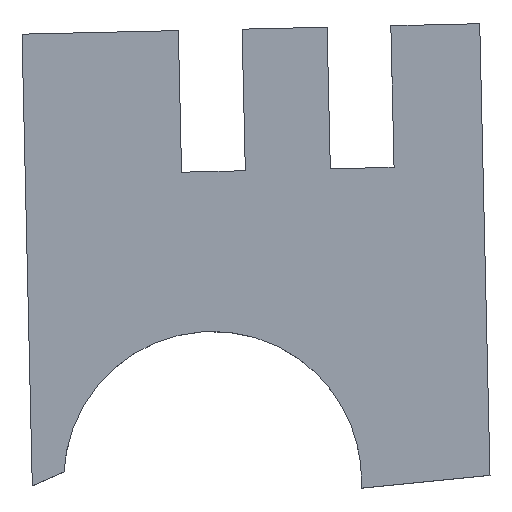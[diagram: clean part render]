
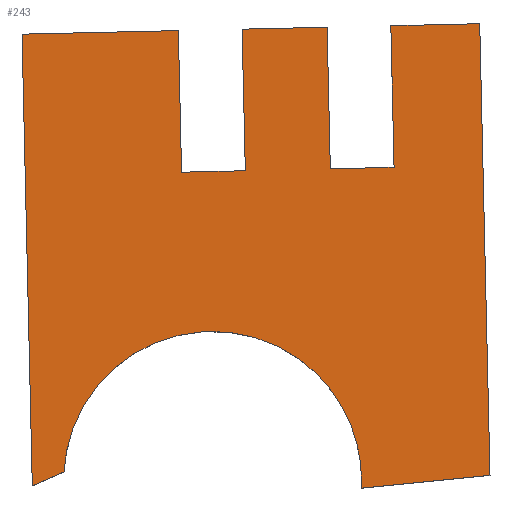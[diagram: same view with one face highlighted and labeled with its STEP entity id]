
A CAD part, top view. The second image highlights one B-rep face of the part: STEP entity #243.
In plain terms, the highlighted planar face has unit normal (0, 0, 1).
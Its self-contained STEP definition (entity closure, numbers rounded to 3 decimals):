
#7 = EDGE_LOOP ( 'NONE', ( #347, #289, #49, #320, #119, #500, #46, #40, #115, #325, #59, #123, #211, #458 ) ) ;
#11 = VECTOR ( 'NONE', #440, 1000. ) ;
#13 = EDGE_CURVE ( 'NONE', #217, #381, #15, .T. ) ;
#15 = LINE ( 'NONE', #509, #30 ) ;
#17 = LINE ( 'NONE', #326, #502 ) ;
#21 = VECTOR ( 'NONE', #180, 1000. ) ;
#22 = LINE ( 'NONE', #71, #416 ) ;
#26 = EDGE_CURVE ( 'NONE', #381, #229, #524, .T. ) ;
#30 = VECTOR ( 'NONE', #146, 1000. ) ;
#37 = DIRECTION ( 'NONE',  ( 0.023, -1., 0. ) ) ;
#40 = ORIENTED_EDGE ( 'NONE', *, *, #54, .T. ) ;
#46 = ORIENTED_EDGE ( 'NONE', *, *, #203, .T. ) ;
#47 = VECTOR ( 'NONE', #92, 1000. ) ;
#49 = ORIENTED_EDGE ( 'NONE', *, *, #395, .T. ) ;
#54 = EDGE_CURVE ( 'NONE', #183, #217, #196, .T. ) ;
#57 = VECTOR ( 'NONE', #137, 1000. ) ;
#59 = ORIENTED_EDGE ( 'NONE', *, *, #109, .T. ) ;
#64 = VERTEX_POINT ( 'NONE', #277 ) ;
#66 = CARTESIAN_POINT ( 'NONE',  ( -289.491, 471.467, 6. ) ) ;
#68 = CARTESIAN_POINT ( 'NONE',  ( -289.491, 471.467, 6. ) ) ;
#71 = CARTESIAN_POINT ( 'NONE',  ( -274.478, 458.479, 6. ) ) ;
#72 = CARTESIAN_POINT ( 'NONE',  ( -260.481, 458.798, 6. ) ) ;
#73 = EDGE_CURVE ( 'NONE', #64, #81, #432, .T. ) ;
#77 = CARTESIAN_POINT ( 'NONE',  ( -268.783, 471.939, 6. ) ) ;
#81 = VERTEX_POINT ( 'NONE', #66 ) ;
#83 = DIRECTION ( 'NONE',  ( 0., 0., -1. ) ) ;
#86 = VECTOR ( 'NONE', #287, 1000. ) ;
#92 = DIRECTION ( 'NONE',  ( 0.995, 0.099, 0. ) ) ;
#105 = VECTOR ( 'NONE', #154, 1000. ) ;
#109 = EDGE_CURVE ( 'NONE', #229, #64, #22, .T. ) ;
#111 = CARTESIAN_POINT ( 'NONE',  ( -285.547, 430.267, 6. ) ) ;
#115 = ORIENTED_EDGE ( 'NONE', *, *, #13, .T. ) ;
#119 = ORIENTED_EDGE ( 'NONE', *, *, #442, .T. ) ;
#123 = ORIENTED_EDGE ( 'NONE', *, *, #73, .T. ) ;
#125 = CARTESIAN_POINT ( 'NONE',  ( -288.522, 428.973, 6. ) ) ;
#127 = EDGE_CURVE ( 'NONE', #533, #213, #240, .T. ) ;
#137 = DIRECTION ( 'NONE',  ( -1., -0.023, 0. ) ) ;
#141 = LINE ( 'NONE', #143, #47 ) ;
#143 = CARTESIAN_POINT ( 'NONE',  ( -257.577, 428.749, 6. ) ) ;
#144 = VERTEX_POINT ( 'NONE', #72 ) ;
#146 = DIRECTION ( 'NONE',  ( 0.023, -1., 0. ) ) ;
#154 = DIRECTION ( 'NONE',  ( -1., -0.023, 0. ) ) ;
#156 = CARTESIAN_POINT ( 'NONE',  ( -284.028, 458.226, 6. ) ) ;
#163 = CARTESIAN_POINT ( 'NONE',  ( -274.478, 458.479, 6. ) ) ;
#168 = CARTESIAN_POINT ( 'NONE',  ( -270.802, 443.487, 6. ) ) ;
#180 = DIRECTION ( 'NONE',  ( -0.023, 1., 0. ) ) ;
#183 = VERTEX_POINT ( 'NONE', #239 ) ;
#196 = LINE ( 'NONE', #515, #105 ) ;
#198 = DIRECTION ( 'NONE',  ( -1., -0.023, 0. ) ) ;
#199 = LINE ( 'NONE', #362, #413 ) ;
#203 = EDGE_CURVE ( 'NONE', #144, #183, #327, .T. ) ;
#204 = LINE ( 'NONE', #125, #86 ) ;
#206 = CARTESIAN_POINT ( 'NONE',  ( -254.483, 458.935, 6. ) ) ;
#208 = EDGE_CURVE ( 'NONE', #535, #533, #204, .T. ) ;
#209 = CARTESIAN_POINT ( 'NONE',  ( -260.481, 458.798, 6. ) ) ;
#211 = ORIENTED_EDGE ( 'NONE', *, *, #411, .T. ) ;
#213 = VERTEX_POINT ( 'NONE', #367 ) ;
#215 = VECTOR ( 'NONE', #318, 1000. ) ;
#217 = VERTEX_POINT ( 'NONE', #77 ) ;
#225 = CARTESIAN_POINT ( 'NONE',  ( -246.425, 472.449, 6. ) ) ;
#229 = VERTEX_POINT ( 'NONE', #163 ) ;
#235 = CARTESIAN_POINT ( 'NONE',  ( -254.787, 472.259, 6. ) ) ;
#237 = DIRECTION ( 'NONE',  ( -0.023, 1., 0. ) ) ;
#239 = CARTESIAN_POINT ( 'NONE',  ( -260.785, 472.122, 6. ) ) ;
#240 =( BOUNDED_CURVE ( )  B_SPLINE_CURVE ( 3, ( #111, #156, #434, #396 ),
 .UNSPECIFIED., .F., .F. ) 
 B_SPLINE_CURVE_WITH_KNOTS ( ( 4, 4 ),
 ( 0., 1. ),
 .UNSPECIFIED. ) 
 CURVE ( )  GEOMETRIC_REPRESENTATION_ITEM ( )  RATIONAL_B_SPLINE_CURVE ( ( 1., 0.333, 0.333, 1. ) ) 
 REPRESENTATION_ITEM ( '' )  );
#243 = ADVANCED_FACE ( 'NONE', ( #253 ), #372, .F. ) ;
#246 = VERTEX_POINT ( 'NONE', #206 ) ;
#253 = FACE_OUTER_BOUND ( 'NONE', #7, .T. ) ;
#277 = CARTESIAN_POINT ( 'NONE',  ( -274.782, 471.803, 6. ) ) ;
#280 = EDGE_CURVE ( 'NONE', #213, #400, #141, .T. ) ;
#287 = DIRECTION ( 'NONE',  ( 0.917, 0.399, 0. ) ) ;
#289 = ORIENTED_EDGE ( 'NONE', *, *, #280, .T. ) ;
#292 = DIRECTION ( 'NONE',  ( -1., 0., 0. ) ) ;
#310 = CARTESIAN_POINT ( 'NONE',  ( -274.782, 471.803, 6. ) ) ;
#318 = DIRECTION ( 'NONE',  ( -1., -0.023, 0. ) ) ;
#320 = ORIENTED_EDGE ( 'NONE', *, *, #483, .T. ) ;
#325 = ORIENTED_EDGE ( 'NONE', *, *, #26, .T. ) ;
#326 = CARTESIAN_POINT ( 'NONE',  ( -246.425, 472.449, 6. ) ) ;
#327 = LINE ( 'NONE', #209, #11 ) ;
#337 = LINE ( 'NONE', #344, #21 ) ;
#342 = CARTESIAN_POINT ( 'NONE',  ( -245.456, 429.955, 6. ) ) ;
#344 = CARTESIAN_POINT ( 'NONE',  ( -245.456, 429.955, 6. ) ) ;
#347 = ORIENTED_EDGE ( 'NONE', *, *, #127, .T. ) ;
#351 = EDGE_CURVE ( 'NONE', #246, #144, #499, .T. ) ;
#356 = VECTOR ( 'NONE', #516, 1000. ) ;
#362 = CARTESIAN_POINT ( 'NONE',  ( -254.787, 472.259, 6. ) ) ;
#367 = CARTESIAN_POINT ( 'NONE',  ( -257.577, 428.749, 6. ) ) ;
#372 = PLANE ( 'NONE',  #521 ) ;
#378 = CARTESIAN_POINT ( 'NONE',  ( -268.479, 458.616, 6. ) ) ;
#381 = VERTEX_POINT ( 'NONE', #378 ) ;
#387 = VERTEX_POINT ( 'NONE', #225 ) ;
#395 = EDGE_CURVE ( 'NONE', #400, #387, #337, .T. ) ;
#396 = CARTESIAN_POINT ( 'NONE',  ( -257.577, 428.749, 6. ) ) ;
#400 = VERTEX_POINT ( 'NONE', #342 ) ;
#411 = EDGE_CURVE ( 'NONE', #81, #535, #441, .T. ) ;
#413 = VECTOR ( 'NONE', #37, 1000. ) ;
#416 = VECTOR ( 'NONE', #237, 1000. ) ;
#432 = LINE ( 'NONE', #310, #215 ) ;
#434 = CARTESIAN_POINT ( 'NONE',  ( -256.058, 456.708, 6. ) ) ;
#435 = CARTESIAN_POINT ( 'NONE',  ( -268.479, 458.616, 6. ) ) ;
#440 = DIRECTION ( 'NONE',  ( -0.023, 1., 0. ) ) ;
#441 = LINE ( 'NONE', #68, #356 ) ;
#442 = EDGE_CURVE ( 'NONE', #453, #246, #199, .T. ) ;
#453 = VERTEX_POINT ( 'NONE', #235 ) ;
#458 = ORIENTED_EDGE ( 'NONE', *, *, #208, .T. ) ;
#483 = EDGE_CURVE ( 'NONE', #387, #453, #17, .T. ) ;
#499 = LINE ( 'NONE', #537, #57 ) ;
#500 = ORIENTED_EDGE ( 'NONE', *, *, #351, .T. ) ;
#501 = CARTESIAN_POINT ( 'NONE',  ( -285.547, 430.267, 6. ) ) ;
#502 = VECTOR ( 'NONE', #514, 1000. ) ;
#509 = CARTESIAN_POINT ( 'NONE',  ( -268.783, 471.939, 6. ) ) ;
#513 = VECTOR ( 'NONE', #198, 1000. ) ;
#514 = DIRECTION ( 'NONE',  ( -1., -0.023, 0. ) ) ;
#515 = CARTESIAN_POINT ( 'NONE',  ( -260.785, 472.122, 6. ) ) ;
#516 = DIRECTION ( 'NONE',  ( 0.023, -1., 0. ) ) ;
#521 = AXIS2_PLACEMENT_3D ( 'NONE', #168, #83, #292 ) ;
#524 = LINE ( 'NONE', #435, #513 ) ;
#533 = VERTEX_POINT ( 'NONE', #501 ) ;
#535 = VERTEX_POINT ( 'NONE', #536 ) ;
#536 = CARTESIAN_POINT ( 'NONE',  ( -288.522, 428.973, 6. ) ) ;
#537 = CARTESIAN_POINT ( 'NONE',  ( -254.483, 458.935, 6. ) ) ;
